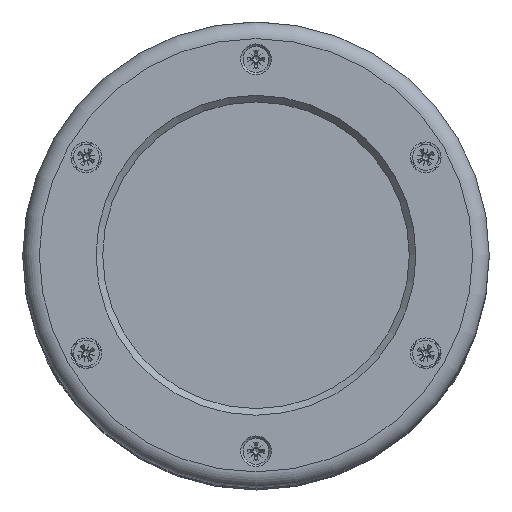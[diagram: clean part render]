
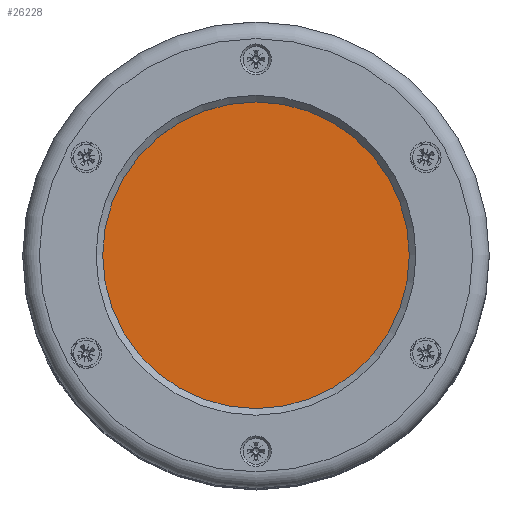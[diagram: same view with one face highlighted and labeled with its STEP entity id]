
A CAD part, top view. The second image highlights one B-rep face of the part: STEP entity #26228.
In plain terms, the highlighted planar face has unit normal (0, 0, 1).
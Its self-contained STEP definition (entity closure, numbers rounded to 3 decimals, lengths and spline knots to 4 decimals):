
#6287=FACE_OUTER_BOUND('',#7825,.T.);
#7825=EDGE_LOOP('',(#17930));
#9340=CIRCLE('',#27941,1.15);
#10390=VERTEX_POINT('',#46229);
#13117=EDGE_CURVE('',#10390,#10390,#9340,.T.);
#17930=ORIENTED_EDGE('',*,*,#13117,.T.);
#23807=PLANE('',#28119);
#26228=ADVANCED_FACE('',(#6287),#23807,.T.);
#27941=AXIS2_PLACEMENT_3D('',#46230,#30802,#30803);
#28119=AXIS2_PLACEMENT_3D('',#47128,#31230,#31231);
#30802=DIRECTION('center_axis',(0.,0.,1.));
#30803=DIRECTION('ref_axis',(-1.,0.,0.));
#31230=DIRECTION('center_axis',(0.,0.,1.));
#31231=DIRECTION('ref_axis',(1.,0.,0.));
#46229=CARTESIAN_POINT('',(1.15,0.,5.365));
#46230=CARTESIAN_POINT('Origin',(0.,0.,5.365));
#47128=CARTESIAN_POINT('Origin',(0.,0.,
5.365));
